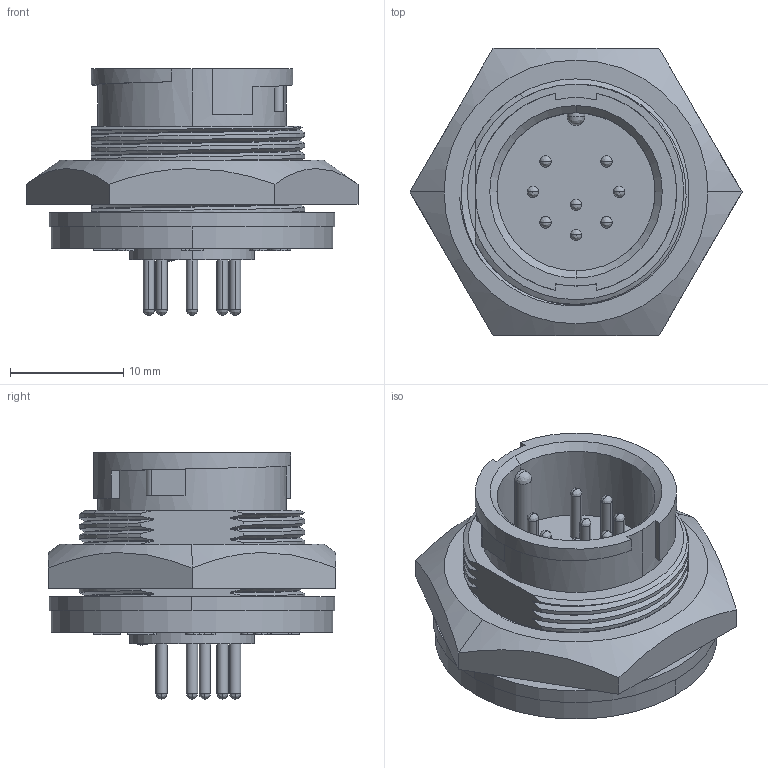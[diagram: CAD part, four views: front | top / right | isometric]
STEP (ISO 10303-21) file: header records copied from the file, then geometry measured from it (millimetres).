
FILE_DESCRIPTION (( 'STEP AP203' ), '1' );
FILE_NAME ('4281-8PG-300.STEP', '2013-02-05T21:12:22', ( '21FPBF1' ), ( 'Conxall' ), 'SwSTEP 2.0', 'SolidWorks 2012', '' );
FILE_SCHEMA (( 'CONFIG_CONTROL_DESIGN' ));
Length unit declared in the file: inch
Products named in the file (1): 4281-8PG-300
Bounding box: 29.33 x 25.4 x 21.77 mm (x, y, z)
Volume: 4882.8 mm3; surface area: 4102.6 mm2
Topology: 2 solids, 2 shells, 370 faces, 984 edges, 651 vertices
Faces by surface type: plane 140, bspline 130, cylinder 94, cone 6
Entity records: 20884 total; most frequent: CARTESIAN_POINT 12636, ORIENTED_EDGE 1964, DIRECTION 1318, EDGE_CURVE 982, VERTEX_POINT 651, LINE 472, VECTOR 472, AXIS2_PLACEMENT_3D 423
